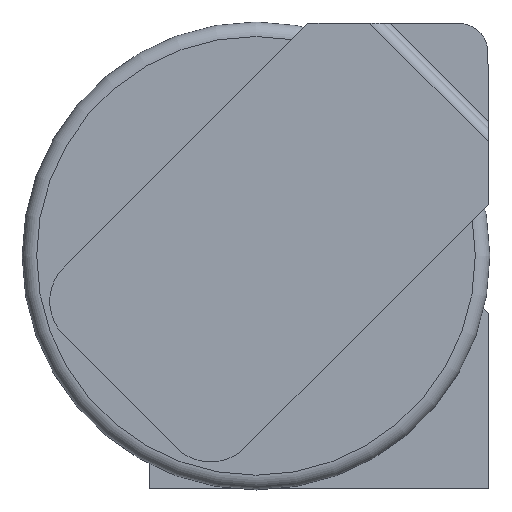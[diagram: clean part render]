
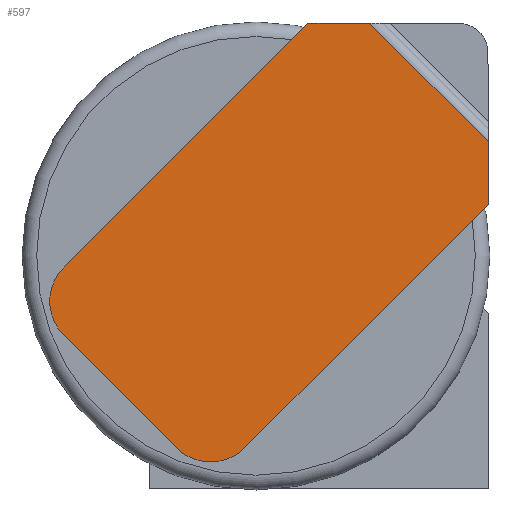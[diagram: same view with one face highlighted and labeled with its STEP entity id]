
A CAD part, top view. The second image highlights one B-rep face of the part: STEP entity #597.
In plain terms, the highlighted planar face has unit normal (0, 0, 1).
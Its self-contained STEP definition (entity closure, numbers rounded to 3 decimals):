
#64=LINE('',#979,#119);
#67=LINE('',#986,#122);
#74=LINE('',#1008,#129);
#76=LINE('',#1012,#131);
#78=LINE('',#1016,#133);
#81=LINE('',#1024,#136);
#119=VECTOR('',#802,10.);
#122=VECTOR('',#809,10.);
#129=VECTOR('',#832,10.);
#131=VECTOR('',#836,10.);
#133=VECTOR('',#840,10.);
#136=VECTOR('',#849,10.);
#185=FACE_OUTER_BOUND('',#221,.T.);
#221=EDGE_LOOP('',(#533,#534,#535,#536,#537,#538,#539,#540));
#239=CIRCLE('',#671,0.5);
#240=CIRCLE('',#674,0.5);
#280=VERTEX_POINT('',#976);
#281=VERTEX_POINT('',#978);
#283=VERTEX_POINT('',#985);
#290=VERTEX_POINT('',#1007);
#291=VERTEX_POINT('',#1011);
#292=VERTEX_POINT('',#1015);
#293=VERTEX_POINT('',#1019);
#294=VERTEX_POINT('',#1023);
#351=EDGE_CURVE('',#280,#281,#64,.T.);
#355=EDGE_CURVE('',#281,#283,#67,.T.);
#366=EDGE_CURVE('',#290,#280,#74,.T.);
#368=EDGE_CURVE('',#283,#291,#76,.T.);
#370=EDGE_CURVE('',#291,#292,#78,.T.);
#372=EDGE_CURVE('',#292,#293,#239,.T.);
#374=EDGE_CURVE('',#293,#294,#81,.T.);
#376=EDGE_CURVE('',#294,#290,#240,.T.);
#533=ORIENTED_EDGE('',*,*,#355,.F.);
#534=ORIENTED_EDGE('',*,*,#351,.F.);
#535=ORIENTED_EDGE('',*,*,#366,.F.);
#536=ORIENTED_EDGE('',*,*,#376,.F.);
#537=ORIENTED_EDGE('',*,*,#374,.F.);
#538=ORIENTED_EDGE('',*,*,#372,.F.);
#539=ORIENTED_EDGE('',*,*,#370,.F.);
#540=ORIENTED_EDGE('',*,*,#368,.F.);
#562=PLANE('',#675);
#597=ADVANCED_FACE('',(#185),#562,.T.);
#671=AXIS2_PLACEMENT_3D('',#1020,#844,#845);
#674=AXIS2_PLACEMENT_3D('',#1027,#853,#854);
#675=AXIS2_PLACEMENT_3D('',#1028,#855,#856);
#802=DIRECTION('',(1.,0.,0.));
#809=DIRECTION('',(0.707,-0.708,0.));
#832=DIRECTION('',(0.707,0.707,0.));
#836=DIRECTION('',(0.004,-1.,0.));
#840=DIRECTION('',(-0.707,-0.707,0.));
#844=DIRECTION('center_axis',(0.,0.,-1.));
#845=DIRECTION('ref_axis',(-0.707,-0.707,0.));
#849=DIRECTION('',(-0.707,0.707,0.));
#853=DIRECTION('center_axis',(0.,0.,-1.));
#854=DIRECTION('ref_axis',(-0.707,0.707,0.));
#855=DIRECTION('center_axis',(0.,0.,1.));
#856=DIRECTION('ref_axis',(1.,0.,0.));
#976=CARTESIAN_POINT('',(0.547,2.4,1.842));
#978=CARTESIAN_POINT('',(1.184,2.4,1.842));
#979=CARTESIAN_POINT('',(1.126,2.4,1.842));
#985=CARTESIAN_POINT('',(2.408,1.175,1.842));
#986=CARTESIAN_POINT('',(2.067,1.516,1.842));
#1007=CARTESIAN_POINT('',(-1.968,-0.115,1.842));
#1008=CARTESIAN_POINT('',(-0.119,1.734,1.842));
#1011=CARTESIAN_POINT('',(2.41,0.533,1.842));
#1012=CARTESIAN_POINT('',(2.411,0.339,1.842));
#1015=CARTESIAN_POINT('',(-0.103,-1.98,1.842));
#1016=CARTESIAN_POINT('',(0.489,-1.388,1.842));
#1019=CARTESIAN_POINT('',(-0.81,-1.98,1.842));
#1020=CARTESIAN_POINT('Origin',(-0.456,-1.627,1.842));
#1023=CARTESIAN_POINT('',(-1.968,-0.822,1.842));
#1024=CARTESIAN_POINT('',(-1.679,-1.111,1.842));
#1027=CARTESIAN_POINT('Origin',(-1.614,-0.468,1.842));
#1028=CARTESIAN_POINT('Origin',(0.148,0.137,1.842));
